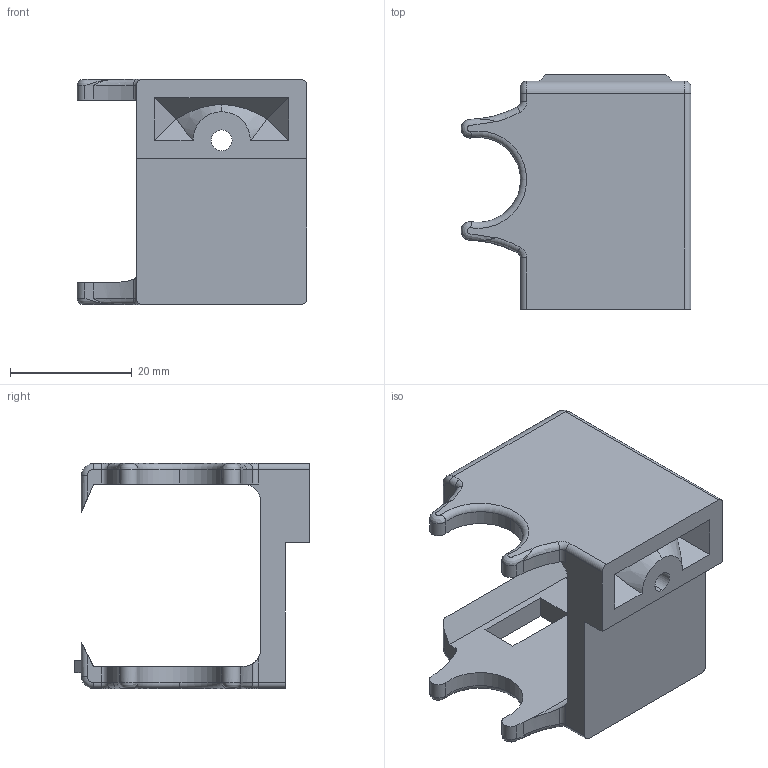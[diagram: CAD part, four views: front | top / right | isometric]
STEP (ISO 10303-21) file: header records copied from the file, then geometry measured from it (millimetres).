
FILE_DESCRIPTION (( 'STEP AP214' ), '1' );
FILE_NAME ('sfs rear mount.STEP', '2022-12-01T18:58:14', ( '' ), ( '' ), 'SwSTEP 2.0', 'SolidWorks 2020', '' );
FILE_SCHEMA (( 'AUTOMOTIVE_DESIGN' ));
Length unit declared in the file: millimetre
Products named in the file (1): sfs rear mount
Bounding box: 37.76 x 38.63 x 37 mm (x, y, z)
Volume: 11687.9 mm3; surface area: 7523.6 mm2
Topology: 1 solids, 1 shells, 97 faces, 252 edges, 160 vertices
Faces by surface type: cylinder 36, plane 34, torus 17, bspline 8, cone 2
Entity records: 4096 total; most frequent: CARTESIAN_POINT 1710, ORIENTED_EDGE 504, DIRECTION 488, EDGE_CURVE 252, AXIS2_PLACEMENT_3D 184, VERTEX_POINT 160, VECTOR 120, LINE 120
